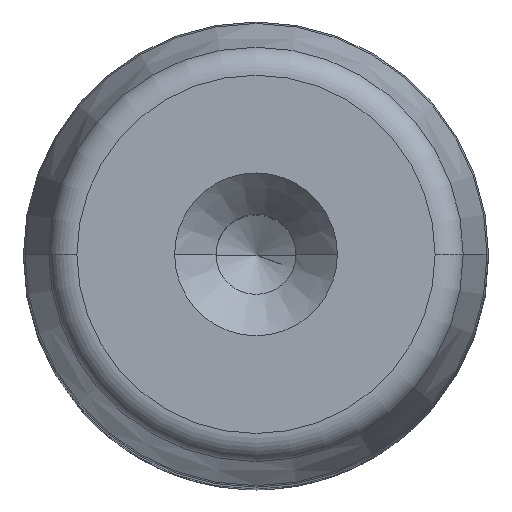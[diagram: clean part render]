
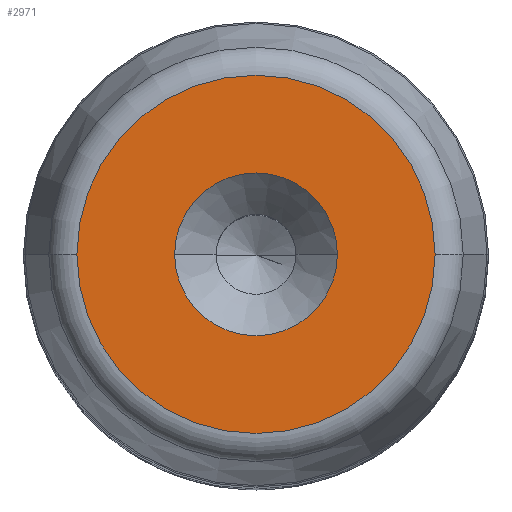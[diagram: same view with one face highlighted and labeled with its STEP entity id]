
A CAD part, top view. The second image highlights one B-rep face of the part: STEP entity #2971.
In plain terms, the highlighted planar face has unit normal (0, 0, 1).
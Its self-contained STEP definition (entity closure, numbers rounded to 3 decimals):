
#22 = CARTESIAN_POINT ( 'NONE',  ( 0., 0., 125. ) ) ;
#199 = CARTESIAN_POINT ( 'NONE',  ( 0., 0., 125. ) ) ;
#324 = EDGE_LOOP ( 'NONE', ( #497, #2616 ) ) ;
#427 = AXIS2_PLACEMENT_3D ( 'NONE', #1825, #2970, #1589 ) ;
#487 = DIRECTION ( 'NONE',  ( 0., 0., 1. ) ) ;
#497 = ORIENTED_EDGE ( 'NONE', *, *, #2262, .T. ) ;
#633 = FACE_OUTER_BOUND ( 'NONE', #324, .T. ) ;
#673 = EDGE_CURVE ( 'NONE', #758, #890, #677, .T. ) ;
#677 = CIRCLE ( 'NONE', #427, 12.322 ) ;
#758 = VERTEX_POINT ( 'NONE', #1353 ) ;
#784 = CARTESIAN_POINT ( 'NONE',  ( 0., 0., 125. ) ) ;
#890 = VERTEX_POINT ( 'NONE', #2700 ) ;
#956 = EDGE_LOOP ( 'NONE', ( #2271, #2732 ) ) ;
#1073 = DIRECTION ( 'NONE',  ( 1., 0., 0. ) ) ;
#1103 = DIRECTION ( 'NONE',  ( 0., 0., 1. ) ) ;
#1298 = EDGE_CURVE ( 'NONE', #1830, #2868, #2392, .T. ) ;
#1330 = CARTESIAN_POINT ( 'NONE',  ( -5.6, 0., 125. ) ) ;
#1353 = CARTESIAN_POINT ( 'NONE',  ( -12.322, 0., 125. ) ) ;
#1406 = AXIS2_PLACEMENT_3D ( 'NONE', #3001, #1103, #2735 ) ;
#1427 = AXIS2_PLACEMENT_3D ( 'NONE', #199, #2046, #1073 ) ;
#1589 = DIRECTION ( 'NONE',  ( 1., 0., 0. ) ) ;
#1630 = FACE_BOUND ( 'NONE', #956, .T. ) ;
#1821 = AXIS2_PLACEMENT_3D ( 'NONE', #22, #487, #2336 ) ;
#1825 = CARTESIAN_POINT ( 'NONE',  ( 0., 0., 125. ) ) ;
#1830 = VERTEX_POINT ( 'NONE', #1330 ) ;
#1847 = CIRCLE ( 'NONE', #1821, 12.322 ) ;
#1851 = PLANE ( 'NONE',  #1406 ) ;
#2046 = DIRECTION ( 'NONE',  ( 0., 0., 1. ) ) ;
#2055 = EDGE_CURVE ( 'NONE', #2868, #1830, #2678, .T. ) ;
#2171 = CARTESIAN_POINT ( 'NONE',  ( 5.6, 0., 125. ) ) ;
#2262 = EDGE_CURVE ( 'NONE', #890, #758, #1847, .T. ) ;
#2271 = ORIENTED_EDGE ( 'NONE', *, *, #2055, .F. ) ;
#2336 = DIRECTION ( 'NONE',  ( 1., 0., 0. ) ) ;
#2392 = CIRCLE ( 'NONE', #1427, 5.6 ) ;
#2429 = DIRECTION ( 'NONE',  ( 1., 0., 0. ) ) ;
#2616 = ORIENTED_EDGE ( 'NONE', *, *, #673, .T. ) ;
#2678 = CIRCLE ( 'NONE', #2689, 5.6 ) ;
#2683 = DIRECTION ( 'NONE',  ( 0., 0., 1. ) ) ;
#2689 = AXIS2_PLACEMENT_3D ( 'NONE', #784, #2683, #2429 ) ;
#2700 = CARTESIAN_POINT ( 'NONE',  ( 12.322, 0., 125. ) ) ;
#2732 = ORIENTED_EDGE ( 'NONE', *, *, #1298, .F. ) ;
#2735 = DIRECTION ( 'NONE',  ( 1., 0., 0. ) ) ;
#2868 = VERTEX_POINT ( 'NONE', #2171 ) ;
#2970 = DIRECTION ( 'NONE',  ( 0., 0., 1. ) ) ;
#2971 = ADVANCED_FACE ( 'NONE', ( #633, #1630 ), #1851, .T. ) ;
#3001 = CARTESIAN_POINT ( 'NONE',  ( 0., 0., 125. ) ) ;
